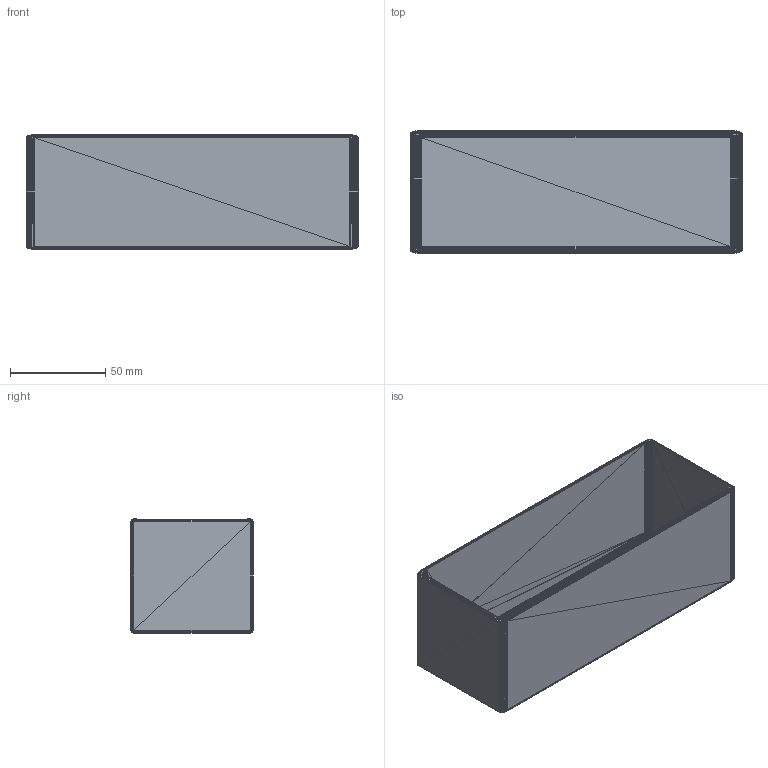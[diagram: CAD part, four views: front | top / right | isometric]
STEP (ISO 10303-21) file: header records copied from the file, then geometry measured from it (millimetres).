
FILE_DESCRIPTION((''),'2;1');
FILE_NAME('Swanky Tumelo (4)', '2026-01-02T18:39:01', (''), (''), 'ImageToStl.com STEP Converter','', '');
FILE_SCHEMA(('AUTOMOTIVE_DESIGN_CC2'));
Length unit declared in the file: metre
Products named in the file (1): product0
Bounding box: 174 x 64 x 60 mm (x, y, z)
Surface area: 76286.8 mm2 (no closed solid volume)
Topology: 0 solids, 3444 shells, 3444 faces, 10332 edges, 1720 vertices
Faces by surface type: plane 3444
Entity records: 79236 total; most frequent: DIRECTION 17222, ORIENTED_EDGE 10332, EDGE_CURVE 10332, LINE 10332, VECTOR 10332, AXIS2_PLACEMENT_3D 3445, FACE_SURFACE 3444, PLANE 3444
